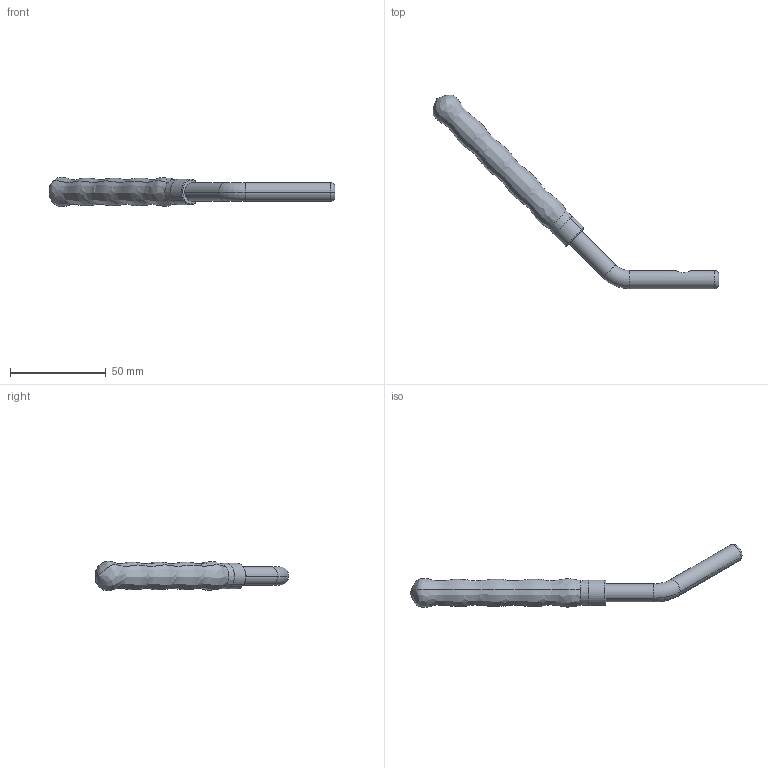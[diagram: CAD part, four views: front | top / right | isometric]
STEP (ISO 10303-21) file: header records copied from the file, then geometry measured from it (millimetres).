
FILE_DESCRIPTION (( 'STEP AP214' ), '1' );
FILE_NAME ('4302903.STEP', '2024-09-10T09:30:39', ( '' ), ( '' ), 'SwSTEP 2.0', 'SolidWorks 2016', '' );
FILE_SCHEMA (( 'AUTOMOTIVE_DESIGN' ));
Length unit declared in the file: millimetre
Products named in the file (1): 4302903
Bounding box: 149.45 x 101.17 x 15.51 mm (x, y, z)
Volume: 20569.1 mm3; surface area: 13337.8 mm2
Topology: 2 solids, 2 shells, 31 faces, 73 edges, 41 vertices
Faces by surface type: cylinder 10, torus 8, cone 6, bspline 4, plane 3
Entity records: 2549 total; most frequent: CARTESIAN_POINT 1492, DIRECTION 151, ORIENTED_EDGE 134, AXIS2_PLACEMENT_3D 68, EDGE_CURVE 67, VERTEX_POINT 41, CIRCLE 40, UNCERTAINTY_MEASURE_WITH_UNIT 35
